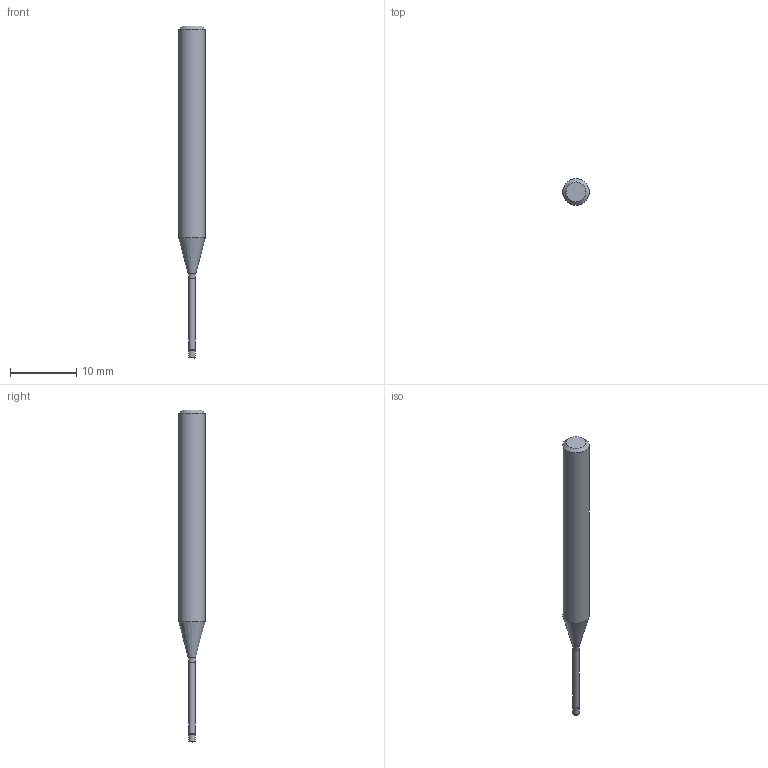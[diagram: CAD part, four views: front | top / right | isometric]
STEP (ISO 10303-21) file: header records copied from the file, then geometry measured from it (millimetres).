
FILE_DESCRIPTION(/* description */ (''),/* implementation_level */ '2;1');
FILE_NAME(/* name */ 'SME714010G6R010.0Z3_Basic.stp',/* time_stamp */ '2021-10-20T17:08:41+06:00',/* author */ (''),/* organization */ (''),/* preprocessor_version */ 'ST-DEVELOPER v16.7',/* originating_system */ 'SIEMENS PLM Software NX 12.0',/* authorisation */ '');
FILE_SCHEMA (('AUTOMOTIVE_DESIGN { 1 0 10303 214 3 1 1 1 }'));
Length unit declared in the file: millimetre
Products named in the file (1): SME714010G6R010.0Z3_Basic
Bounding box: 4 x 4 x 50 mm (x, y, z)
Volume: 439.3 mm3; surface area: 494.9 mm2
Topology: 2 solids, 2 shells, 12 faces, 22 edges, 17 vertices
Faces by surface type: cone 5, plane 3, torus 2, cylinder 2
Full cylindrical faces by diameter (mm): 0.95 x1, 4 x1
Entity records: 331 total; most frequent: CARTESIAN_POINT 57, DIRECTION 52, AXIS2_PLACEMENT_3D 26, EDGE_LOOP 20, ORIENTED_EDGE 20, FACE_BOUND 18, ADVANCED_FACE 12, VERTEX_POINT 11
